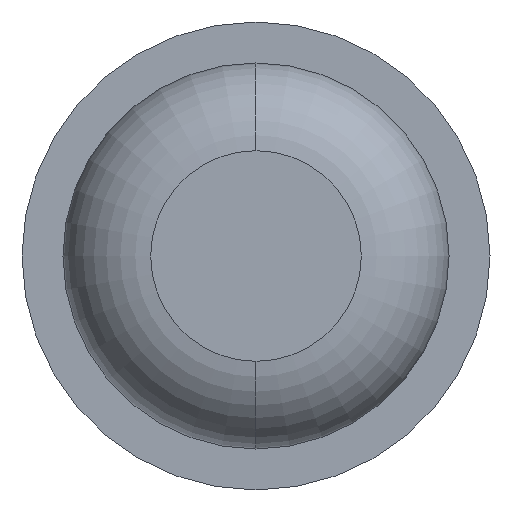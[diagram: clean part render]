
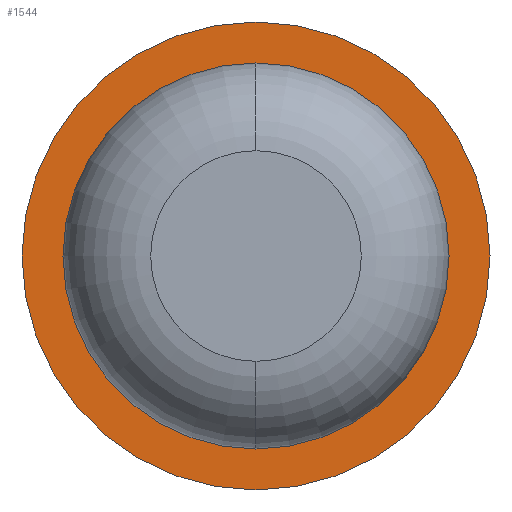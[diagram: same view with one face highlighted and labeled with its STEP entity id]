
A CAD part, front view. The second image highlights one B-rep face of the part: STEP entity #1544.
In plain terms, the highlighted planar face has unit normal (0, -1, 0).
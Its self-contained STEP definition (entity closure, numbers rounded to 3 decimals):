
#143 = AXIS2_PLACEMENT_3D ( 'NONE', #961, #1271, #686 ) ;
#155 = CARTESIAN_POINT ( 'NONE',  ( 0., -8., -0.825 ) ) ;
#464 = EDGE_CURVE ( 'Defeature ausgef�hrt1_5+Defeature ausgef�hrt1_0+Defeature ausgef�hrt1_0+Defeature ausgef�hrt1_0', #3657, #1280, #1606, .T. ) ;
#650 = CARTESIAN_POINT ( 'NONE',  ( 0., -8., 0. ) ) ;
#686 = DIRECTION ( 'NONE',  ( -1., 0., 0. ) ) ;
#702 = PLANE ( 'NONE',  #3412 ) ;
#759 = DIRECTION ( 'NONE',  ( 0., 1., 0. ) ) ;
#771 = ORIENTED_EDGE ( 'NONE', *, *, #464, .T. ) ;
#961 = CARTESIAN_POINT ( 'NONE',  ( 0., -8., 0. ) ) ;
#1271 = DIRECTION ( 'NONE',  ( 0., 1., 0. ) ) ;
#1275 = DIRECTION ( 'NONE',  ( -1., 0., 0. ) ) ;
#1280 = VERTEX_POINT ( 'NONE', #155 ) ;
#1358 = DIRECTION ( 'NONE',  ( -1., 0., 0. ) ) ;
#1481 = CARTESIAN_POINT ( 'NONE',  ( 1., -8., 0. ) ) ;
#1544 = ADVANCED_FACE ( 'Defeature ausgef�hrt1_5', ( #3771, #2464 ), #702, .F. ) ;
#1606 = CIRCLE ( 'NONE', #2256, 0.825 ) ;
#1657 = CARTESIAN_POINT ( 'NONE',  ( 0., -8., 0. ) ) ;
#1658 = DIRECTION ( 'NONE',  ( -1., 0., 0. ) ) ;
#1659 = EDGE_LOOP ( 'NONE', ( #3427, #2231 ) ) ;
#1660 = CIRCLE ( 'NONE', #143, 1. ) ;
#1724 = CARTESIAN_POINT ( 'NONE',  ( 0., -8., 0. ) ) ;
#1811 = EDGE_CURVE ( 'Defeature ausgef�hrt1_5+Defeature ausgef�hrt1_0+Defeature ausgef�hrt1_0+Defeature ausgef�hrt1_0', #1280, #3657, #3591, .T. ) ;
#1829 = DIRECTION ( 'NONE',  ( 0., 1., 0. ) ) ;
#1961 = DIRECTION ( 'NONE',  ( 0., 1., 0. ) ) ;
#2174 = EDGE_CURVE ( 'Defeature ausgef�hrt1_6+Defeature ausgef�hrt1_5+Defeature ausgef�hrt1_5+Defeature ausgef�hrt1_5', #3278, #2827, #3143, .T. ) ;
#2231 = ORIENTED_EDGE ( 'NONE', *, *, #2174, .F. ) ;
#2256 = AXIS2_PLACEMENT_3D ( 'NONE', #1724, #3583, #2964 ) ;
#2282 = ORIENTED_EDGE ( 'NONE', *, *, #1811, .T. ) ;
#2351 = CARTESIAN_POINT ( 'NONE',  ( -1., -8., 0. ) ) ;
#2382 = AXIS2_PLACEMENT_3D ( 'NONE', #1657, #1961, #1358 ) ;
#2455 = EDGE_CURVE ( 'Defeature ausgef�hrt1_6+Defeature ausgef�hrt1_5+Defeature ausgef�hrt1_5+Defeature ausgef�hrt1_5', #2827, #3278, #1660, .T. ) ;
#2464 = FACE_BOUND ( 'NONE', #2765, .T. ) ;
#2765 = EDGE_LOOP ( 'NONE', ( #771, #2282 ) ) ;
#2824 = CARTESIAN_POINT ( 'NONE',  ( 0.825, -8., 0. ) ) ;
#2827 = VERTEX_POINT ( 'NONE', #2351 ) ;
#2851 = AXIS2_PLACEMENT_3D ( 'NONE', #650, #1829, #1275 ) ;
#2964 = DIRECTION ( 'NONE',  ( -1., 0., 0. ) ) ;
#3143 = CIRCLE ( 'NONE', #2382, 1. ) ;
#3278 = VERTEX_POINT ( 'NONE', #1481 ) ;
#3412 = AXIS2_PLACEMENT_3D ( 'NONE', #2824, #759, #1658 ) ;
#3427 = ORIENTED_EDGE ( 'NONE', *, *, #2455, .F. ) ;
#3545 = CARTESIAN_POINT ( 'NONE',  ( 0., -8., 0.825 ) ) ;
#3583 = DIRECTION ( 'NONE',  ( 0., 1., 0. ) ) ;
#3591 = CIRCLE ( 'NONE', #2851, 0.825 ) ;
#3657 = VERTEX_POINT ( 'NONE', #3545 ) ;
#3771 = FACE_OUTER_BOUND ( 'NONE', #1659, .T. ) ;
